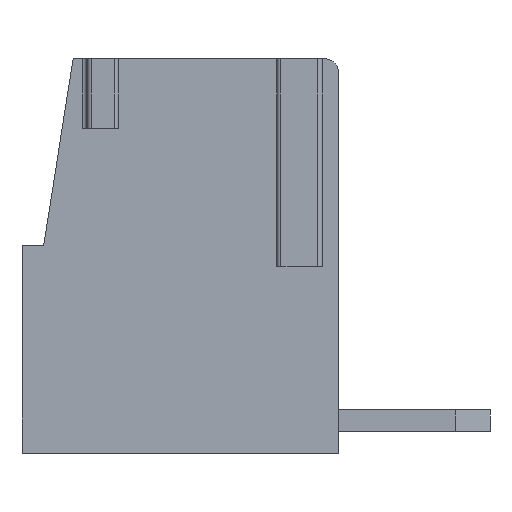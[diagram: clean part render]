
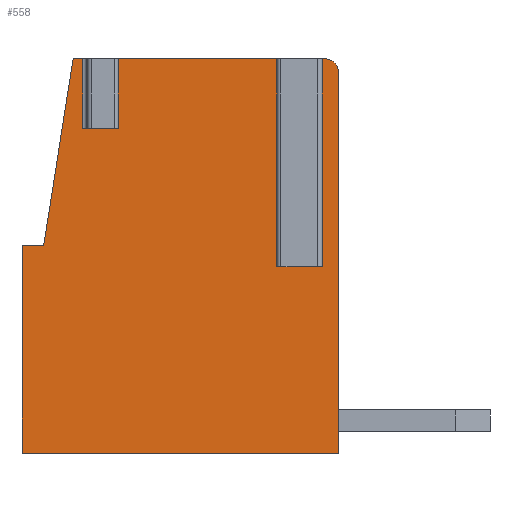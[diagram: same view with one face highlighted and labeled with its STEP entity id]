
A CAD part, left-side view. The second image highlights one B-rep face of the part: STEP entity #558.
In plain terms, the highlighted planar face has unit normal (-1, 0, 0).
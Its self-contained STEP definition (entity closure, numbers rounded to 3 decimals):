
#558 = ADVANCED_FACE( 'F386', ( #1155 ), #1156, .F. );
#1155 = FACE_OUTER_BOUND( '', #1817, .T. );
#1156 = PLANE( '', #1818 );
#1817 = EDGE_LOOP( '', ( #3252, #3253, #3254, #3255, #3256, #3257, #3258, #3259, #3260, #3261, #3262, #3263, #3264, #3265, #3266 ) );
#1818 = AXIS2_PLACEMENT_3D( '', #3267, #3268, #3269 );
#3252 = ORIENTED_EDGE( '', *, *, #4784, .F. );
#3253 = ORIENTED_EDGE( '', *, *, #4808, .T. );
#3254 = ORIENTED_EDGE( '', *, *, #4434, .F. );
#3255 = ORIENTED_EDGE( '', *, *, #4725, .F. );
#3256 = ORIENTED_EDGE( '', *, *, #4780, .F. );
#3257 = ORIENTED_EDGE( '', *, *, #4488, .T. );
#3258 = ORIENTED_EDGE( '', *, *, #4464, .F. );
#3259 = ORIENTED_EDGE( '', *, *, #4729, .F. );
#3260 = ORIENTED_EDGE( '', *, *, #4775, .F. );
#3261 = ORIENTED_EDGE( '', *, *, #4598, .F. );
#3262 = ORIENTED_EDGE( '', *, *, #4809, .F. );
#3263 = ORIENTED_EDGE( '', *, *, #4501, .F. );
#3264 = ORIENTED_EDGE( '', *, *, #4810, .T. );
#3265 = ORIENTED_EDGE( '', *, *, #4811, .F. );
#3266 = ORIENTED_EDGE( '', *, *, #4454, .T. );
#3267 = CARTESIAN_POINT( '', ( -1.905, -3.5, 0. ) );
#3268 = DIRECTION( '', ( 1., 0., 0. ) );
#3269 = DIRECTION( '', ( 0., -1., 0. ) );
#4434 = EDGE_CURVE( '', #5440, #5443, #5444, .T. );
#4454 = EDGE_CURVE( '', #5478, #5476, #5479, .T. );
#4464 = EDGE_CURVE( '', #5494, #5496, #5497, .T. );
#4488 = EDGE_CURVE( '', #5536, #5496, #5537, .T. );
#4501 = EDGE_CURVE( '', #5554, #5556, #5557, .T. );
#4598 = EDGE_CURVE( '', #5705, #5703, #5707, .T. );
#4725 = EDGE_CURVE( '', #5895, #5440, #5897, .T. );
#4729 = EDGE_CURVE( '', #5901, #5494, #5902, .T. );
#4775 = EDGE_CURVE( '', #5703, #5901, #5960, .T. );
#4780 = EDGE_CURVE( '', #5536, #5895, #5968, .T. );
#4784 = EDGE_CURVE( '', #5972, #5476, #5974, .T. );
#4808 = EDGE_CURVE( '', #5972, #5443, #6004, .T. );
#4809 = EDGE_CURVE( '', #5556, #5705, #6005, .T. );
#4810 = EDGE_CURVE( '', #5554, #6006, #6007, .T. );
#4811 = EDGE_CURVE( '', #5478, #6006, #6008, .T. );
#5440 = VERTEX_POINT( '', #6849 );
#5443 = VERTEX_POINT( '', #6852 );
#5444 = LINE( '', #6853, #6854 );
#5476 = VERTEX_POINT( '', #6898 );
#5478 = VERTEX_POINT( '', #6901 );
#5479 = CIRCLE( '', #6902, 0.3 );
#5494 = VERTEX_POINT( '', #6923 );
#5496 = VERTEX_POINT( '', #6925 );
#5497 = LINE( '', #6926, #6927 );
#5536 = VERTEX_POINT( '', #6982 );
#5537 = LINE( '', #6983, #6984 );
#5554 = VERTEX_POINT( '', #7007 );
#5556 = VERTEX_POINT( '', #7010 );
#5557 = LINE( '', #7011, #7012 );
#5703 = VERTEX_POINT( '', #7225 );
#5705 = VERTEX_POINT( '', #7228 );
#5707 = LINE( '', #7231, #7232 );
#5895 = VERTEX_POINT( '', #7510 );
#5897 = LINE( '', #7512, #7513 );
#5901 = VERTEX_POINT( '', #7518 );
#5902 = LINE( '', #7519, #7520 );
#5960 = LINE( '', #7609, #7610 );
#5968 = LINE( '', #7620, #7621 );
#5972 = VERTEX_POINT( '', #7626 );
#5974 = LINE( '', #7628, #7629 );
#6004 = LINE( '', #7671, #7672 );
#6005 = LINE( '', #7673, #7674 );
#6006 = VERTEX_POINT( '', #7675 );
#6007 = LINE( '', #7676, #7677 );
#6008 = LINE( '', #7678, #7679 );
#6849 = CARTESIAN_POINT( '', ( -1.905, -5.973, 4.3 ) );
#6852 = CARTESIAN_POINT( '', ( -1.905, -6.827, 4.3 ) );
#6853 = CARTESIAN_POINT( '', ( -1.905, -3.5, 4.3 ) );
#6854 = VECTOR( '', #8268, 1000. );
#6898 = CARTESIAN_POINT( '', ( -1.905, -7., 9.1 ) );
#6901 = CARTESIAN_POINT( '', ( -1.905, -7.3, 8.8 ) );
#6902 = AXIS2_PLACEMENT_3D( '', #8291, #8292, #8293 );
#6923 = CARTESIAN_POINT( '', ( -1.905, -1.4, 7.5 ) );
#6925 = CARTESIAN_POINT( '', ( -1.905, -2.127, 7.5 ) );
#6926 = CARTESIAN_POINT( '', ( -1.905, -3.5, 7.5 ) );
#6927 = VECTOR( '', #8303, 1000. );
#6982 = CARTESIAN_POINT( '', ( -1.905, -2.127, 9.1 ) );
#6983 = CARTESIAN_POINT( '', ( -1.905, -2.127, 9.1 ) );
#6984 = VECTOR( '', #8329, 1000. );
#7007 = CARTESIAN_POINT( '', ( -1.905, 0., 0. ) );
#7010 = CARTESIAN_POINT( '', ( -1.905, 0., 4.8 ) );
#7011 = CARTESIAN_POINT( '', ( -1.905, 0., 0. ) );
#7012 = VECTOR( '', #8343, 1000. );
#7225 = CARTESIAN_POINT( '', ( -1.905, -1.181, 9.1 ) );
#7228 = CARTESIAN_POINT( '', ( -1.905, -0.5, 4.8 ) );
#7231 = CARTESIAN_POINT( '', ( -1.905, 0.26, 0. ) );
#7232 = VECTOR( '', #8434, 1000. );
#7510 = CARTESIAN_POINT( '', ( -1.905, -5.973, 9.1 ) );
#7512 = CARTESIAN_POINT( '', ( -1.905, -5.973, 9.1 ) );
#7513 = VECTOR( '', #8558, 1000. );
#7518 = CARTESIAN_POINT( '', ( -1.905, -1.4, 9.1 ) );
#7519 = CARTESIAN_POINT( '', ( -1.905, -1.4, 9.1 ) );
#7520 = VECTOR( '', #8560, 1000. );
#7609 = CARTESIAN_POINT( '', ( -1.905, -3.5, 9.1 ) );
#7610 = VECTOR( '', #8598, 1000. );
#7620 = CARTESIAN_POINT( '', ( -1.905, -3.5, 9.1 ) );
#7621 = VECTOR( '', #8607, 1000. );
#7626 = CARTESIAN_POINT( '', ( -1.905, -6.827, 9.1 ) );
#7628 = CARTESIAN_POINT( '', ( -1.905, -3.5, 9.1 ) );
#7629 = VECTOR( '', #8615, 1000. );
#7671 = CARTESIAN_POINT( '', ( -1.905, -6.827, 9.1 ) );
#7672 = VECTOR( '', #8634, 1000. );
#7673 = CARTESIAN_POINT( '', ( -1.905, -3.5, 4.8 ) );
#7674 = VECTOR( '', #8635, 1000. );
#7675 = CARTESIAN_POINT( '', ( -1.905, -7.3, 0. ) );
#7676 = CARTESIAN_POINT( '', ( -1.905, -3.5, 0. ) );
#7677 = VECTOR( '', #8636, 1000. );
#7678 = CARTESIAN_POINT( '', ( -1.905, -7.3, 0. ) );
#7679 = VECTOR( '', #8637, 1000. );
#8268 = DIRECTION( '', ( 0., -1., 0. ) );
#8291 = CARTESIAN_POINT( '', ( -1.905, -7., 8.8 ) );
#8292 = DIRECTION( '', ( -1., 0., 0. ) );
#8293 = DIRECTION( '', ( 0., 1., 0. ) );
#8303 = DIRECTION( '', ( 0., -1., 0. ) );
#8329 = DIRECTION( '', ( 0., 0., -1. ) );
#8343 = DIRECTION( '', ( 0., 0., 1. ) );
#8434 = DIRECTION( '', ( 0., -0.156, 0.988 ) );
#8558 = DIRECTION( '', ( 0., 0., -1. ) );
#8560 = DIRECTION( '', ( 0., 0., -1. ) );
#8598 = DIRECTION( '', ( 0., -1., 0. ) );
#8607 = DIRECTION( '', ( 0., -1., 0. ) );
#8615 = DIRECTION( '', ( 0., -1., 0. ) );
#8634 = DIRECTION( '', ( 0., 0., -1. ) );
#8635 = DIRECTION( '', ( 0., -1., 0. ) );
#8636 = DIRECTION( '', ( 0., -1., 0. ) );
#8637 = DIRECTION( '', ( 0., 0., -1. ) );
